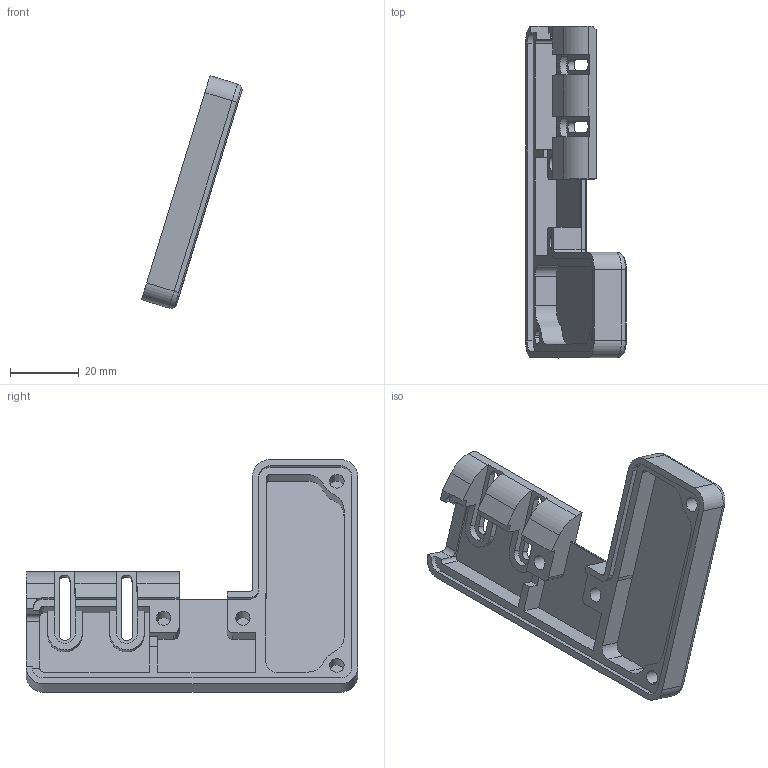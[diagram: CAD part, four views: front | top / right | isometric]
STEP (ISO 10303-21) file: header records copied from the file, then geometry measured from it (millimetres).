
FILE_DESCRIPTION(/* description */ (''),/* implementation_level */ '2;1');
FILE_NAME(/* name */ 'thumb_cluster.step',/* time_stamp */ '2025-08-08T23:29:29+09:00',/* author */ (''),/* organization */ (''),/* preprocessor_version */ 'ST-DEVELOPER v20.1',/* originating_system */ 'Autodesk Translation Framework v14.10.0.0',/* authorisation */ '');
FILE_SCHEMA (('AUTOMOTIVE_DESIGN { 1 0 10303 214 3 1 1 }'));
Length unit declared in the file: millimetre
Products named in the file (1): TC
Bounding box: 29.23 x 96.3 x 67.49 mm (x, y, z)
Volume: 18854.7 mm3; surface area: 14465.8 mm2
Topology: 1 solids, 1 shells, 133 faces, 355 edges, 229 vertices
Faces by surface type: plane 80, cylinder 41, torus 5, cone 5, bspline 2
Full cylindrical faces by diameter (mm): 4.2 x2
Entity records: 4364 total; most frequent: CARTESIAN_POINT 930, ORIENTED_EDGE 710, DIRECTION 708, EDGE_CURVE 355, LINE 258, VECTOR 258, VERTEX_POINT 229, AXIS2_PLACEMENT_3D 225
